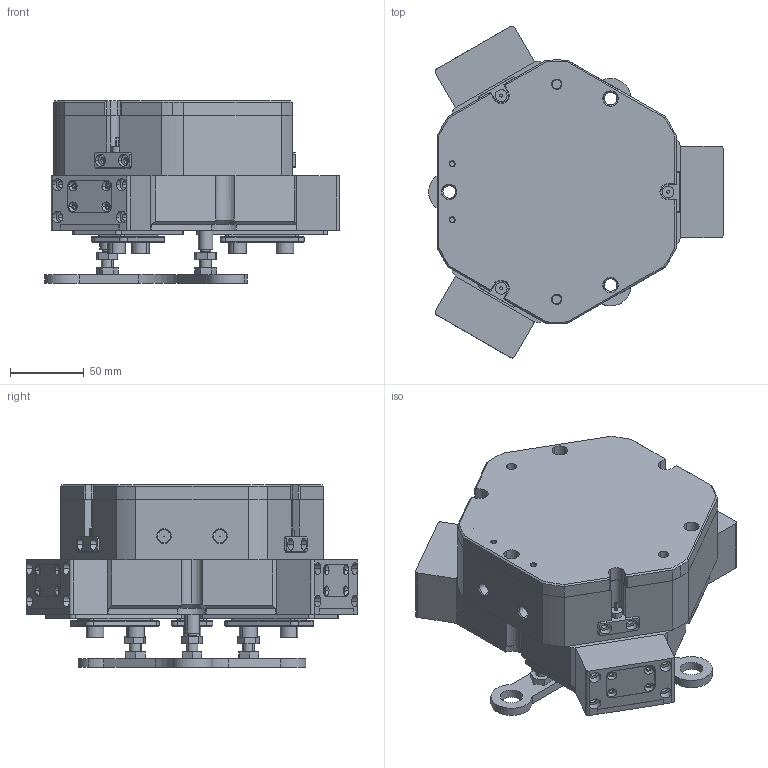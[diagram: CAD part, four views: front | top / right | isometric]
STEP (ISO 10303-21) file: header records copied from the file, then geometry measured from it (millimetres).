
FILE_DESCRIPTION (( 'STEP AP203' ), '1' );
FILE_NAME ('TZ125-179-S-C43-P.STEP', '2024-12-03T10:19:16', ( 'USER-' ), ( 'Microsoft' ), 'SwSTEP 2.0', 'SolidWorks 2018', '' );
FILE_SCHEMA (( 'CONFIG_CONTROL_DESIGN' ));
Length unit declared in the file: millimetre
Products named in the file (48): TZ125-179杅耀.sldasm-Part-19; 揤輸蚾饜极; TZ125-179-P杅耀.sldasm-Part-39; TZ125-179杅耀.sldasm-Part-22; TZ125-179-P杅耀.sldasm-Part-6; TZ125-179-S-C43杅耀; TZ125-179杅耀.sldasm-Part-24; TZ125-179杅耀.sldasm-Part-28; 埴翐芛_GB_FASTENER_SCREWS_HSHCS M2X8-N; TZ125-179-P杅耀.sldasm-Part-19; TZ125-179-P杅耀.sldasm-Part-30; TZ125-179杅耀.sldasm-Part-17; 揤輸杅耀.sldasm-Part-9; TZ125-179杅耀.sldasm-Part-4; TZ125-179-P杅耀.sldasm-Part-34; TZ125-179-P杅耀.sldasm-Part-28; TZ125-179杅耀.sldasm-Part-29; 35x18-R3; TZ125-179杅耀.sldasm-Part-30; TZ125-179杅耀.sldasm-Part-21; TZ125-179-P杅耀.sldasm-Part-27; TZ125-179-P杅耀.sldasm-Part-21; TZ125-179杅耀.sldasm-Part-1; TZ125-179-P杅耀.sldasm-Part-4; TZ125-179-P杅耀.sldasm-Part-38; TZ125-179-P杅耀.sldasm-Part-1; TZ125-179杅耀.sldasm-Part-20; TZ125-179杅耀.sldasm-Part-12; TZ125-179-S-02-賑輸; TZ125-179杅耀.sldasm-Part-27; TZ125-179-P杅耀.sldasm-Part-35; TZ125-179杅耀.sldasm-Part-16; TZ125-179-P杅耀.sldasm-Part-20; TZ125-179杅耀.sldasm-Part-15; TZ125-179-P杅耀.sldasm-Part-33; TZ95-146-P杅耀.sldasm-Part-30; TZ125-179杅耀.sldasm-Part-9; TZ125-179杅耀.sldasm-Part-13; TZ125-179杅耀.sldasm-Part-6; TZ125-179-P杅耀.sldasm-Part-8 ...
Assembly tree (55 placements, depth 5):
  TZ125-179-S-C43-P
    TZ125-179-P杅耀.sldasm-Part-1
    TZ125-179-P杅耀.sldasm-Part-4
    TZ125-179-P杅耀.sldasm-Part-6
    TZ125-179-P杅耀.sldasm-Part-8
    TZ125-179-P杅耀.sldasm-Part-10
    TZ125-179-P杅耀.sldasm-Part-19
    TZ125-179-P杅耀.sldasm-Part-20
    TZ125-179-P杅耀.sldasm-Part-21
    TZ125-179-P杅耀.sldasm-Part-22
    TZ125-179-P杅耀.sldasm-Part-27
    TZ125-179-P杅耀.sldasm-Part-28
    TZ125-179-P杅耀.sldasm-Part-30  x3
    TZ125-179-P杅耀.sldasm-Part-33
    TZ125-179-P杅耀.sldasm-Part-34
    TZ125-179-P杅耀.sldasm-Part-35
    TZ125-179-P杅耀.sldasm-Part-38
    TZ125-179-P杅耀.sldasm-Part-39
    TZ125-179-S-C43杅耀
      TZ125-179杅耀.sldasm-Part-4
      TZ125-179杅耀.sldasm-Part-6
      TZ125-179杅耀.sldasm-Part-7
      TZ125-179杅耀.sldasm-Part-10
      TZ125-179杅耀.sldasm-Part-11
      TZ125-179杅耀.sldasm-Part-13
      TZ125-179杅耀.sldasm-Part-16
      TZ125-179杅耀.sldasm-Part-17
      TZ125-179杅耀.sldasm-Part-24
      TZ125-179杅耀.sldasm-Part-28
      TZ125-179-S
        TZ125-179杅耀.sldasm-Part-1
        TZ125-179杅耀.sldasm-Part-3
        TZ125-179杅耀.sldasm-Part-9  x2
        TZ125-179杅耀.sldasm-Part-12
        TZ125-179杅耀.sldasm-Part-15
        TZ125-179杅耀.sldasm-Part-19
        TZ125-179杅耀.sldasm-Part-20
        TZ125-179杅耀.sldasm-Part-21
        TZ125-179杅耀.sldasm-Part-22
        TZ125-179杅耀.sldasm-Part-27
        TZ125-179杅耀.sldasm-Part-29
        TZ125-179杅耀.sldasm-Part-30
        TZ125-179-S-02-賑輸  x3
        TZ95-146-P杅耀.sldasm-Part-30
        35x18-R3
        揤輸蚾饜极  x3
          揤輸杅耀.sldasm-Part-9
          埴翐芛_GB_FASTENER_SCREWS_HSHCS M2X8-N
Bounding box: 199.95 x 225.19 x 124 mm (x, y, z)
Volume: 2026994.8 mm3; surface area: 375107.4 mm2
Topology: 56 solids, 80 shells, 2439 faces, 6091 edges, 3840 vertices
Faces by surface type: plane 1060, cylinder 792, cone 420, bspline 155, torus 12
Entity records: 73758 total; most frequent: CARTESIAN_POINT 17404, DIRECTION 10658, ORIENTED_EDGE 10428, EDGE_CURVE 5214, AXIS2_PLACEMENT_3D 3779, VERTEX_POINT 3349, VECTOR 3100, LINE 3100
